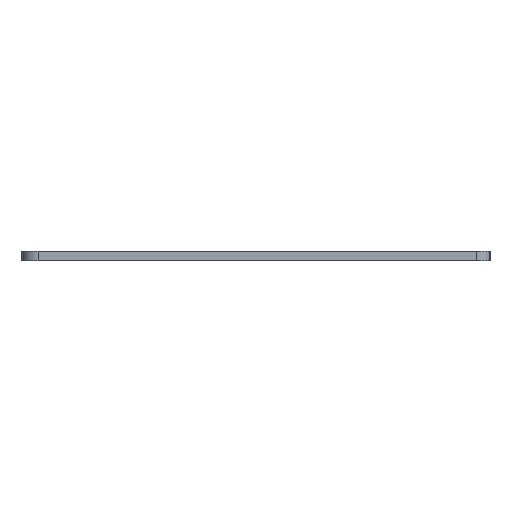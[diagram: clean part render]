
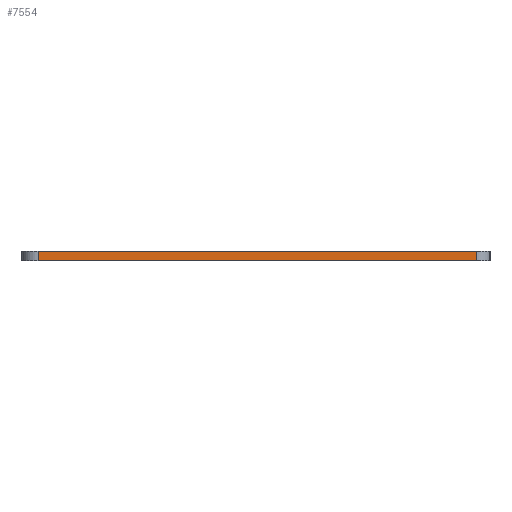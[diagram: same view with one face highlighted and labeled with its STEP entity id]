
A CAD part, left-side view. The second image highlights one B-rep face of the part: STEP entity #7554.
In plain terms, the highlighted planar face has unit normal (-1, 0, 0).
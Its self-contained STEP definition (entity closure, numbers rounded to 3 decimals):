
#266=PLANE('',#8308);
#635=FACE_OUTER_BOUND('',#1007,.T.);
#1007=EDGE_LOOP('',(#6236,#6237,#6238,#6239));
#1809=LINE('',#12734,#2545);
#1810=LINE('',#12737,#2546);
#1811=LINE('',#12739,#2547);
#1812=LINE('',#12740,#2548);
#2545=VECTOR('',#10508,10.);
#2546=VECTOR('',#10511,10.);
#2547=VECTOR('',#10512,10.);
#2548=VECTOR('',#10513,10.);
#3658=VERTEX_POINT('',#12727);
#3661=VERTEX_POINT('',#12732);
#3662=VERTEX_POINT('',#12736);
#3663=VERTEX_POINT('',#12738);
#4763=EDGE_CURVE('',#3658,#3661,#1809,.T.);
#4764=EDGE_CURVE('',#3662,#3658,#1810,.T.);
#4765=EDGE_CURVE('',#3663,#3661,#1811,.T.);
#4766=EDGE_CURVE('',#3662,#3663,#1812,.T.);
#6236=ORIENTED_EDGE('',*,*,#4764,.T.);
#6237=ORIENTED_EDGE('',*,*,#4763,.T.);
#6238=ORIENTED_EDGE('',*,*,#4765,.F.);
#6239=ORIENTED_EDGE('',*,*,#4766,.F.);
#7554=ADVANCED_FACE('',(#635),#266,.T.);
#8308=AXIS2_PLACEMENT_3D('',#12735,#10509,#10510);
#10508=DIRECTION('',(0.,0.,1.));
#10509=DIRECTION('center_axis',(-1.,0.,0.));
#10510=DIRECTION('ref_axis',(0.,-1.,0.));
#10511=DIRECTION('',(0.,-1.,0.));
#10512=DIRECTION('',(0.,-1.,0.));
#10513=DIRECTION('',(0.,0.,1.));
#12727=CARTESIAN_POINT('',(-0.125,-74.075,0.));
#12732=CARTESIAN_POINT('',(-0.125,-74.075,1.6));
#12734=CARTESIAN_POINT('',(-0.125,-74.075,0.));
#12735=CARTESIAN_POINT('Origin',(-0.125,-2.525,0.));
#12736=CARTESIAN_POINT('',(-0.125,-2.525,0.));
#12737=CARTESIAN_POINT('',(-0.125,-2.525,0.));
#12738=CARTESIAN_POINT('',(-0.125,-2.525,1.6));
#12739=CARTESIAN_POINT('',(-0.125,-2.525,1.6));
#12740=CARTESIAN_POINT('',(-0.125,-2.525,0.));
